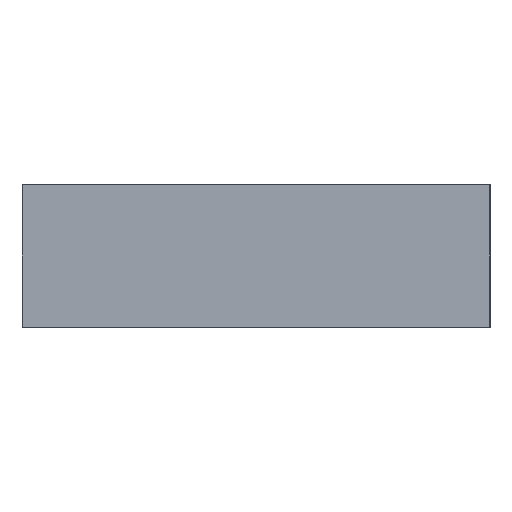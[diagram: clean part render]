
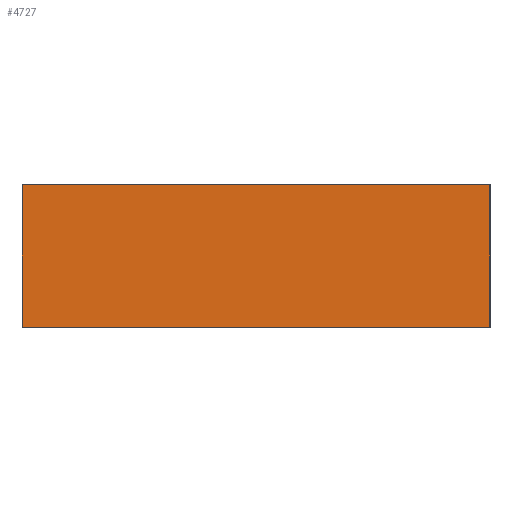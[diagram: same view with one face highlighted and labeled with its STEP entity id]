
A CAD part, front view. The second image highlights one B-rep face of the part: STEP entity #4727.
In plain terms, the highlighted planar face has unit normal (0, -1, 0).
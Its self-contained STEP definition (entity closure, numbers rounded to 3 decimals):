
#212 = VECTOR ( 'NONE', #21431, 1000. ) ;
#1030 = DIRECTION ( 'NONE',  ( 0., -1., 0. ) ) ;
#2114 = LINE ( 'NONE', #37559, #212 ) ;
#2260 = DIRECTION ( 'NONE',  ( 0., 0., -1. ) ) ;
#2812 = VECTOR ( 'NONE', #16122, 1000. ) ;
#3182 = LINE ( 'NONE', #12531, #2812 ) ;
#4604 = LINE ( 'NONE', #14783, #6263 ) ;
#4727 = ADVANCED_FACE ( 'NONE', ( #29683 ), #10779, .T. ) ;
#6263 = VECTOR ( 'NONE', #24556, 1000. ) ;
#6479 = VERTEX_POINT ( 'NONE', #31328 ) ;
#7163 = CARTESIAN_POINT ( 'NONE',  ( 0., -20., 0. ) ) ;
#8607 = LINE ( 'NONE', #31342, #26663 ) ;
#10361 = DIRECTION ( 'NONE',  ( 0., 0., -1. ) ) ;
#10779 = PLANE ( 'NONE',  #39083 ) ;
#11268 = EDGE_CURVE ( 'NONE', #6479, #32602, #8607, .T. ) ;
#12531 = CARTESIAN_POINT ( 'NONE',  ( 131., -20., 40. ) ) ;
#14783 = CARTESIAN_POINT ( 'NONE',  ( -131., -20., -40. ) ) ;
#15907 = VERTEX_POINT ( 'NONE', #26350 ) ;
#16122 = DIRECTION ( 'NONE',  ( 0., 0., 1. ) ) ;
#21431 = DIRECTION ( 'NONE',  ( -1., 0., 0. ) ) ;
#22483 = CARTESIAN_POINT ( 'NONE',  ( -131., -20., -40. ) ) ;
#22652 = VERTEX_POINT ( 'NONE', #26690 ) ;
#24556 = DIRECTION ( 'NONE',  ( 1., 0., 0. ) ) ;
#25880 = EDGE_CURVE ( 'NONE', #32602, #15907, #4604, .T. ) ;
#26350 = CARTESIAN_POINT ( 'NONE',  ( 131., -20., -40. ) ) ;
#26627 = EDGE_CURVE ( 'NONE', #22652, #6479, #2114, .T. ) ;
#26663 = VECTOR ( 'NONE', #2260, 1000. ) ;
#26690 = CARTESIAN_POINT ( 'NONE',  ( 131., -20., 40. ) ) ;
#29120 = ORIENTED_EDGE ( 'NONE', *, *, #11268, .T. ) ;
#29683 = FACE_OUTER_BOUND ( 'NONE', #35863, .T. ) ;
#31328 = CARTESIAN_POINT ( 'NONE',  ( -131., -20., 40. ) ) ;
#31342 = CARTESIAN_POINT ( 'NONE',  ( -131., -20., 40. ) ) ;
#32176 = EDGE_CURVE ( 'NONE', #15907, #22652, #3182, .T. ) ;
#32602 = VERTEX_POINT ( 'NONE', #22483 ) ;
#35863 = EDGE_LOOP ( 'NONE', ( #29120, #36021, #38254, #40482 ) ) ;
#36021 = ORIENTED_EDGE ( 'NONE', *, *, #25880, .T. ) ;
#37559 = CARTESIAN_POINT ( 'NONE',  ( -131., -20., 40. ) ) ;
#38254 = ORIENTED_EDGE ( 'NONE', *, *, #32176, .T. ) ;
#39083 = AXIS2_PLACEMENT_3D ( 'NONE', #7163, #1030, #10361 ) ;
#40482 = ORIENTED_EDGE ( 'NONE', *, *, #26627, .T. ) ;
